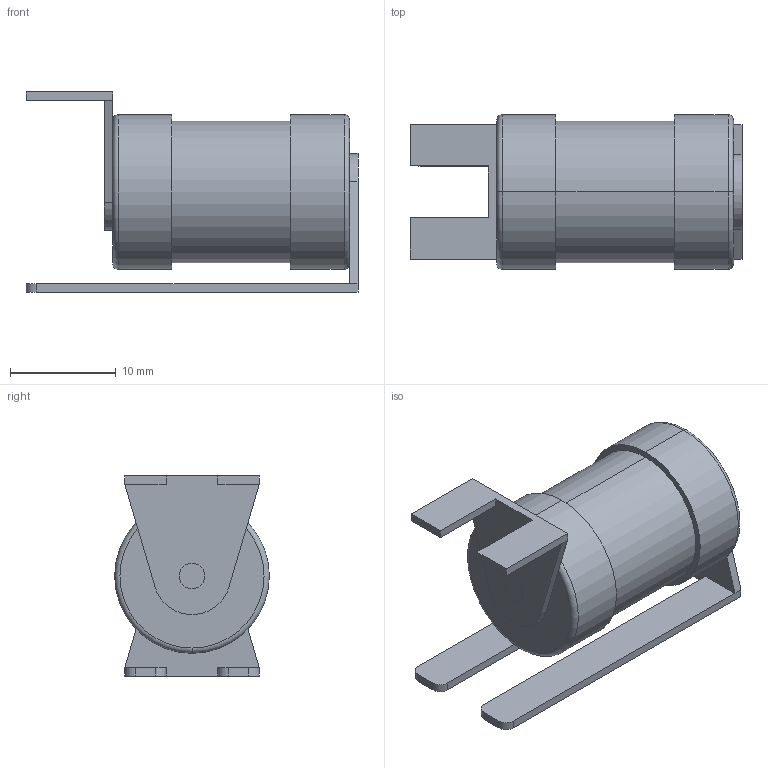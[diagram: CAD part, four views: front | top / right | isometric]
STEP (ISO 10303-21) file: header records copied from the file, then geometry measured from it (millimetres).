
FILE_DESCRIPTION (( 'STEP AP214' ), '1' );
FILE_NAME ('PF-N T5.STEP', '2022-03-17T16:41:00', ( '' ), ( '' ), 'SwSTEP 2.0', 'SolidWorks 2021', '' );
FILE_SCHEMA (( 'AUTOMOTIVE_DESIGN' ));
Length unit declared in the file: millimetre
Products named in the file (1): PF-N T5
Bounding box: 31.35 x 14.6 x 18.9 mm (x, y, z)
Volume: 3870 mm3; surface area: 2613.7 mm2
Topology: 3 solids, 3 shells, 56 faces, 130 edges, 84 vertices
Faces by surface type: plane 32, cylinder 20, torus 4
Entity records: 1680 total; most frequent: DIRECTION 292, CARTESIAN_POINT 271, ORIENTED_EDGE 260, EDGE_CURVE 130, AXIS2_PLACEMENT_3D 105, VERTEX_POINT 84, VECTOR 82, LINE 82
